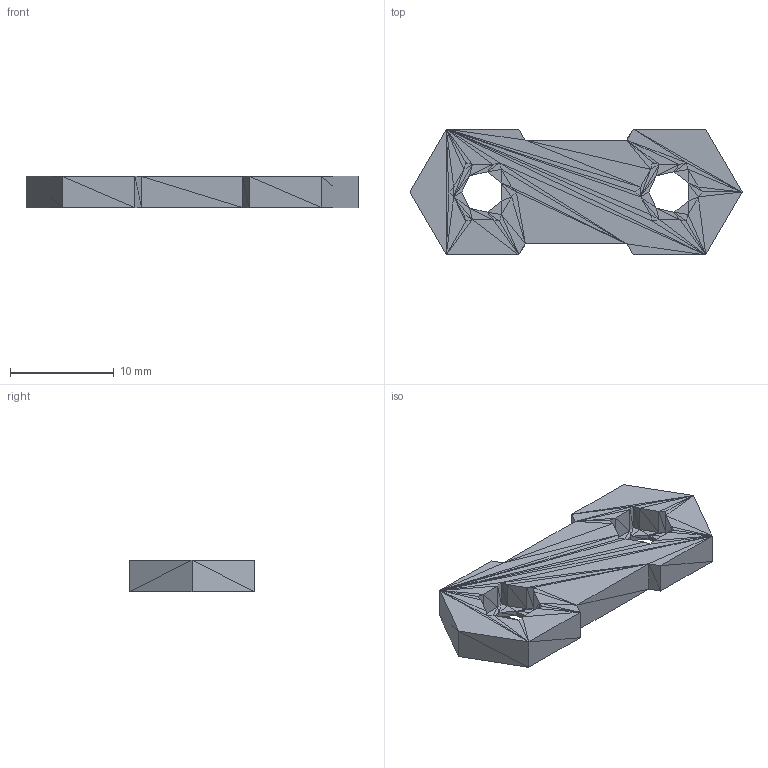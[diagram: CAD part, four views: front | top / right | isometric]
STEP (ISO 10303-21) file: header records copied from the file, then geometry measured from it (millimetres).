
FILE_DESCRIPTION(('FreeCAD Model'),'2;1');
FILE_NAME('belt-clamp-nut-holder.stp', '2011-11-21T21:15:41',('FreeCAD'),('FreeCAD'), 'Open CASCADE STEP processor 6.3','FreeCAD','Unknown');
FILE_SCHEMA(('AUTOMOTIVE_DESIGN_CC2 { 1 2 10303 214 -1 1 5 4 }'));
Length unit declared in the file: millimetre
Products named in the file (1): Open CASCADE STEP translator 6.3 2
Bounding box: 32 x 12.12 x 3 mm (x, y, z)
Volume: 835 mm3; surface area: 955.9 mm2
Topology: 1 solids, 1 shells, 260 faces, 390 edges, 128 vertices
Faces by surface type: plane 260
Entity records: 9764 total; most frequent: CARTESIAN_POINT 1949, DIRECTION 1302, ORIENTED_EDGE 780, LINE 780, VECTOR 780, PCURVE 780, DEFINITIONAL_REPRESENTATION 780, EDGE_CURVE 390
